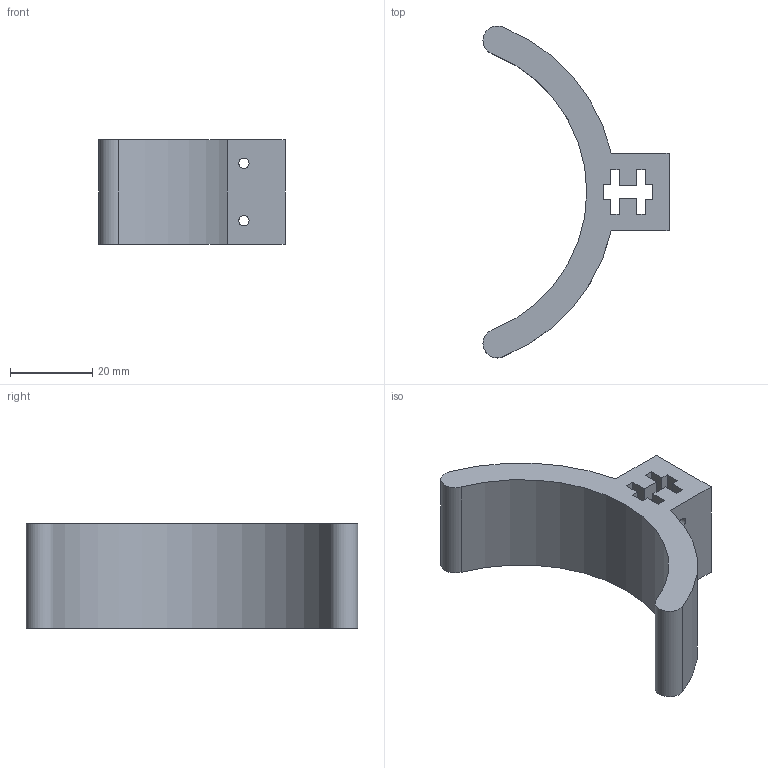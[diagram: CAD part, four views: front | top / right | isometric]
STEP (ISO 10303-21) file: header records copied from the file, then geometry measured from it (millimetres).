
FILE_DESCRIPTION(/* description */ (''),/* implementation_level */ '2;1');
FILE_NAME(/* name */ '5fb4a03461838d10745da04a',/* time_stamp */ '2020-11-18T04:16:52+00:00',/* author */ (''),/* organization */ (''),/* preprocessor_version */ 'ST-DEVELOPER v16.7',/* originating_system */ $,/* authorisation */ $);
FILE_SCHEMA (('AUTOMOTIVE_DESIGN {1 0 10303 214 3 1 1}'));
Length unit declared in the file: metre
Products named in the file (1): Baxter Gripper 72mm diameter
Bounding box: 45.24 x 80.67 x 25.4 mm (x, y, z)
Volume: 22258.3 mm3; surface area: 9617.4 mm2
Topology: 1 solids, 1 shells, 34 faces, 100 edges, 68 vertices
Faces by surface type: plane 25, cylinder 9
Full cylindrical faces by diameter (mm): 2.5 x4
Entity records: 1128 total; most frequent: CARTESIAN_POINT 191, ORIENTED_EDGE 184, DIRECTION 180, EDGE_CURVE 92, LINE 74, VECTOR 74, VERTEX_POINT 64, AXIS2_PLACEMENT_3D 53
